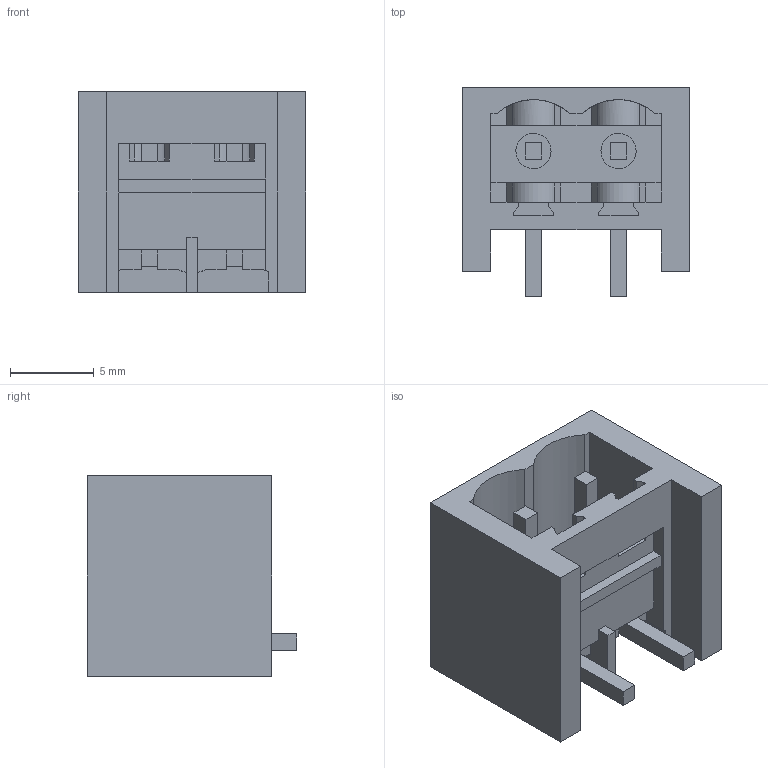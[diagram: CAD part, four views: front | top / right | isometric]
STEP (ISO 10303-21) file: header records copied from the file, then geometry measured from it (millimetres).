
FILE_DESCRIPTION(('CATIA V5 STEP','CAx-IF Rec.Pracs.--- Model Styling and Organization---1.2---2011-12-15'),'2;1');
FILE_NAME ('D1458183_0', '2017-07-17T10:05:56+00:00', ('none'), ('Weidmueller'), 'CATIA Version 5-6 Release 2014', 'CATIA V5 STEP AP214', 'none');
FILE_SCHEMA(('AUTOMOTIVE_DESIGN { 1 0 10303 214 1 1 1 1 }'));
Length unit declared in the file: millimetre
Products named in the file (1): 1876340000
Bounding box: 13.56 x 12.5 x 12 mm (x, y, z)
Volume: 831.3 mm3; surface area: 1514.7 mm2
Topology: 3 solids, 3 shells, 134 faces, 392 edges, 262 vertices
Faces by surface type: plane 116, cylinder 18
Entity records: 4379 total; most frequent: CARTESIAN_POINT 803, ORIENTED_EDGE 784, DIRECTION 586, EDGE_CURVE 392, VECTOR 341, LINE 341, VERTEX_POINT 262, AXIS2_PLACEMENT_3D 145
